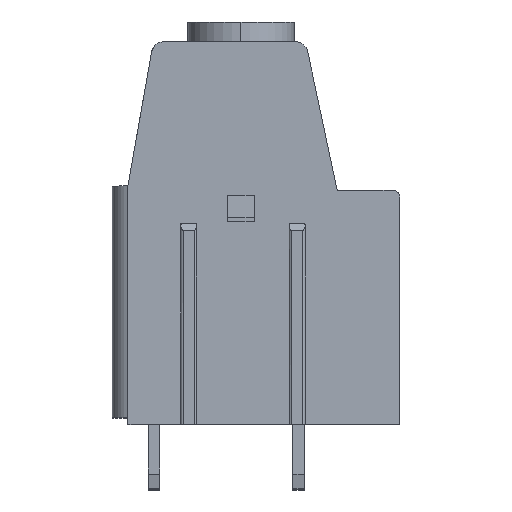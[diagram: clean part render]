
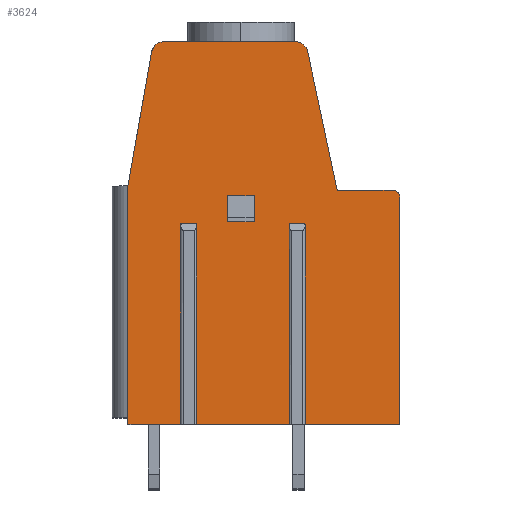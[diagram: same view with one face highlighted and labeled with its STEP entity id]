
A CAD part, top view. The second image highlights one B-rep face of the part: STEP entity #3624.
In plain terms, the highlighted planar face has unit normal (0, 0, 1).
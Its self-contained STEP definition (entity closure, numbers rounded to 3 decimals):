
#1022=DIRECTION('',(0.,1.,0.));
#1023=VECTOR('',#1022,2.);
#1024=CARTESIAN_POINT('',(-0.75,0.85,5.08));
#1025=LINE('',#1024,#1023);
#1026=DIRECTION('',(1.,0.,0.));
#1027=VECTOR('',#1026,2.);
#1028=CARTESIAN_POINT('',(-2.75,2.85,5.08));
#1029=LINE('',#1028,#1027);
#1030=DIRECTION('',(0.,1.,0.));
#1031=VECTOR('',#1030,2.);
#1032=CARTESIAN_POINT('',(-2.75,0.85,5.08));
#1033=LINE('',#1032,#1031);
#1034=DIRECTION('',(1.,0.,0.));
#1035=VECTOR('',#1034,2.);
#1036=CARTESIAN_POINT('',(-2.75,0.85,5.08));
#1037=LINE('',#1036,#1035);
#1038=CARTESIAN_POINT('',(2.386,13.65,5.08));
#1039=DIRECTION('',(0.,0.,1.));
#1040=DIRECTION('',(0.978,0.208,0.));
#1041=AXIS2_PLACEMENT_3D('',#1038,#1039,#1040);
#1043=DIRECTION('',(-0.208,0.978,0.));
#1044=VECTOR('',#1043,10.845);
#1045=CARTESIAN_POINT('',(5.619,3.25,5.08));
#1046=LINE('',#1045,#1044);
#1047=DIRECTION('',(-1.,0.,0.));
#1048=VECTOR('',#1047,4.281);
#1049=CARTESIAN_POINT('',(9.9,3.25,5.08));
#1050=LINE('',#1049,#1048);
#1051=CARTESIAN_POINT('',(9.9,2.75,5.08));
#1052=DIRECTION('',(0.,0.,1.));
#1053=DIRECTION('',(1.,0.,0.));
#1054=AXIS2_PLACEMENT_3D('',#1051,#1052,#1053);
#1056=DIRECTION('',(0.,1.,0.));
#1057=VECTOR('',#1056,17.4);
#1058=CARTESIAN_POINT('',(10.4,-14.65,5.08));
#1059=LINE('',#1058,#1057);
#1060=DIRECTION('',(1.,0.,0.));
#1061=VECTOR('',#1060,7.525);
#1062=CARTESIAN_POINT('',(2.875,-14.65,5.08));
#1063=LINE('',#1062,#1061);
#1064=DIRECTION('',(0.,1.,0.));
#1065=VECTOR('',#1064,15.4);
#1066=CARTESIAN_POINT('',(2.875,-14.65,5.08));
#1067=LINE('',#1066,#1065);
#1068=DIRECTION('',(1.,0.,0.));
#1069=VECTOR('',#1068,0.65);
#1070=CARTESIAN_POINT('',(2.225,0.75,5.08));
#1071=LINE('',#1070,#1069);
#1072=DIRECTION('',(0.,1.,0.));
#1073=VECTOR('',#1072,15.4);
#1074=CARTESIAN_POINT('',(2.225,-14.65,5.08));
#1075=LINE('',#1074,#1073);
#1076=DIRECTION('',(1.,0.,0.));
#1077=VECTOR('',#1076,7.65);
#1078=CARTESIAN_POINT('',(-5.425,-14.65,5.08));
#1079=LINE('',#1078,#1077);
#1080=DIRECTION('',(0.,1.,0.));
#1081=VECTOR('',#1080,15.4);
#1082=CARTESIAN_POINT('',(-5.425,-14.65,5.08));
#1083=LINE('',#1082,#1081);
#1084=DIRECTION('',(1.,0.,0.));
#1085=VECTOR('',#1084,0.65);
#1086=CARTESIAN_POINT('',(-6.075,0.75,5.08));
#1087=LINE('',#1086,#1085);
#1088=DIRECTION('',(0.,1.,0.));
#1089=VECTOR('',#1088,15.4);
#1090=CARTESIAN_POINT('',(-6.075,-14.65,5.08));
#1091=LINE('',#1090,#1089);
#1092=DIRECTION('',(1.,0.,0.));
#1093=VECTOR('',#1092,4.325);
#1094=CARTESIAN_POINT('',(-10.4,-14.65,5.08));
#1095=LINE('',#1094,#1093);
#1096=DIRECTION('',(0.,-1.,0.));
#1097=VECTOR('',#1096,18.25);
#1098=CARTESIAN_POINT('',(-10.4,3.6,5.08));
#1099=LINE('',#1098,#1097);
#1100=DIRECTION('',(-0.174,-0.985,0.));
#1101=VECTOR('',#1100,10.381);
#1102=CARTESIAN_POINT('',(-8.597,13.824,5.08));
#1103=LINE('',#1102,#1101);
#1104=CARTESIAN_POINT('',(-7.612,13.65,5.08));
#1105=DIRECTION('',(0.,0.,1.));
#1106=DIRECTION('',(0.,1.,0.));
#1107=AXIS2_PLACEMENT_3D('',#1104,#1105,#1106);
#1109=DIRECTION('',(-1.,0.,0.));
#1110=VECTOR('',#1109,9.998);
#1111=CARTESIAN_POINT('',(2.386,14.65,5.08));
#1112=LINE('',#1111,#1110);
#1803=CARTESIAN_POINT('',(-10.4,3.6,5.08));
#1804=CARTESIAN_POINT('',(-10.4,-14.65,5.08));
#1805=VERTEX_POINT('',#1803);
#1806=VERTEX_POINT('',#1804);
#1808=CARTESIAN_POINT('',(10.4,-14.65,5.08));
#1810=VERTEX_POINT('',#1808);
#1812=CARTESIAN_POINT('',(5.619,3.25,5.08));
#1814=VERTEX_POINT('',#1812);
#1855=CARTESIAN_POINT('',(-6.075,-14.65,5.08));
#1856=VERTEX_POINT('',#1855);
#1857=CARTESIAN_POINT('',(-5.425,-14.65,5.08));
#1858=CARTESIAN_POINT('',(2.225,-14.65,5.08));
#1859=VERTEX_POINT('',#1857);
#1860=VERTEX_POINT('',#1858);
#1861=CARTESIAN_POINT('',(2.875,-14.65,5.08));
#1862=VERTEX_POINT('',#1861);
#1863=CARTESIAN_POINT('',(-6.075,0.75,5.08));
#1864=CARTESIAN_POINT('',(-5.425,0.75,5.08));
#1865=VERTEX_POINT('',#1863);
#1866=VERTEX_POINT('',#1864);
#1867=CARTESIAN_POINT('',(2.225,0.75,5.08));
#1868=CARTESIAN_POINT('',(2.875,0.75,5.08));
#1869=VERTEX_POINT('',#1867);
#1870=VERTEX_POINT('',#1868);
#1889=CARTESIAN_POINT('',(-0.75,0.85,5.08));
#1890=CARTESIAN_POINT('',(-0.75,2.85,5.08));
#1891=VERTEX_POINT('',#1889);
#1892=VERTEX_POINT('',#1890);
#1893=CARTESIAN_POINT('',(-2.75,0.85,5.08));
#1894=CARTESIAN_POINT('',(-2.75,2.85,5.08));
#1895=VERTEX_POINT('',#1893);
#1896=VERTEX_POINT('',#1894);
#2021=CARTESIAN_POINT('',(3.364,13.858,5.08));
#2022=VERTEX_POINT('',#2021);
#2023=CARTESIAN_POINT('',(2.386,14.65,5.08));
#2024=VERTEX_POINT('',#2023);
#2029=CARTESIAN_POINT('',(-7.612,14.65,5.08));
#2030=CARTESIAN_POINT('',(-8.597,13.824,5.08));
#2031=VERTEX_POINT('',#2029);
#2032=VERTEX_POINT('',#2030);
#2037=CARTESIAN_POINT('',(10.4,2.75,5.08));
#2038=VERTEX_POINT('',#2037);
#2039=CARTESIAN_POINT('',(9.9,3.25,5.08));
#2040=VERTEX_POINT('',#2039);
#3583=CARTESIAN_POINT('',(0.,0.,5.08));
#3584=DIRECTION('',(0.,0.,1.));
#3585=DIRECTION('',(1.,0.,0.));
#3586=AXIS2_PLACEMENT_3D('',#3583,#3584,#3585);
#3587=PLANE('',#3586);
#3588=ORIENTED_EDGE('',*,*,#2383,.F.);
#3589=ORIENTED_EDGE('',*,*,#2399,.F.);
#3590=ORIENTED_EDGE('',*,*,#2411,.F.);
#3591=ORIENTED_EDGE('',*,*,#2426,.F.);
#3592=ORIENTED_EDGE('',*,*,#2441,.F.);
#3593=ORIENTED_EDGE('',*,*,#2535,.F.);
#3595=ORIENTED_EDGE('',*,*,#3594,.T.);
#3597=ORIENTED_EDGE('',*,*,#3596,.F.);
#3599=ORIENTED_EDGE('',*,*,#3598,.F.);
#3600=ORIENTED_EDGE('',*,*,#2519,.F.);
#3602=ORIENTED_EDGE('',*,*,#3601,.T.);
#3604=ORIENTED_EDGE('',*,*,#3603,.F.);
#3606=ORIENTED_EDGE('',*,*,#3605,.F.);
#3607=ORIENTED_EDGE('',*,*,#2503,.F.);
#3608=ORIENTED_EDGE('',*,*,#2833,.F.);
#3609=ORIENTED_EDGE('',*,*,#2955,.F.);
#3610=ORIENTED_EDGE('',*,*,#3162,.F.);
#3611=ORIENTED_EDGE('',*,*,#3210,.F.);
#3612=EDGE_LOOP('',(#3588,#3589,#3590,#3591,#3592,#3593,#3595,#3597,#3599,#3600,
#3602,#3604,#3606,#3607,#3608,#3609,#3610,#3611));
#3613=FACE_OUTER_BOUND('',#3612,.F.);
#3615=ORIENTED_EDGE('',*,*,#3614,.T.);
#3617=ORIENTED_EDGE('',*,*,#3616,.F.);
#3619=ORIENTED_EDGE('',*,*,#3618,.F.);
#3621=ORIENTED_EDGE('',*,*,#3620,.T.);
#3622=EDGE_LOOP('',(#3615,#3617,#3619,#3621));
#3623=FACE_BOUND('',#3622,.F.);
#1042=CIRCLE('',#1041,1.);
#1055=CIRCLE('',#1054,0.5);
#1108=CIRCLE('',#1107,1.);
#2383=EDGE_CURVE('',#2022,#2024,#1042,.T.);
#2399=EDGE_CURVE('',#1814,#2022,#1046,.T.);
#2411=EDGE_CURVE('',#2040,#1814,#1050,.T.);
#2426=EDGE_CURVE('',#2038,#2040,#1055,.T.);
#2441=EDGE_CURVE('',#1810,#2038,#1059,.T.);
#2503=EDGE_CURVE('',#1806,#1856,#1095,.T.);
#2519=EDGE_CURVE('',#1859,#1860,#1079,.T.);
#2535=EDGE_CURVE('',#1862,#1810,#1063,.T.);
#2833=EDGE_CURVE('',#1805,#1806,#1099,.T.);
#2955=EDGE_CURVE('',#2032,#1805,#1103,.T.);
#3162=EDGE_CURVE('',#2031,#2032,#1108,.T.);
#3210=EDGE_CURVE('',#2024,#2031,#1112,.T.);
#3594=EDGE_CURVE('',#1862,#1870,#1067,.T.);
#3596=EDGE_CURVE('',#1869,#1870,#1071,.T.);
#3598=EDGE_CURVE('',#1860,#1869,#1075,.T.);
#3601=EDGE_CURVE('',#1859,#1866,#1083,.T.);
#3603=EDGE_CURVE('',#1865,#1866,#1087,.T.);
#3605=EDGE_CURVE('',#1856,#1865,#1091,.T.);
#3614=EDGE_CURVE('',#1891,#1892,#1025,.T.);
#3616=EDGE_CURVE('',#1896,#1892,#1029,.T.);
#3618=EDGE_CURVE('',#1895,#1896,#1033,.T.);
#3620=EDGE_CURVE('',#1895,#1891,#1037,.T.);
#3624=ADVANCED_FACE('',(#3613,#3623),#3587,.T.);
